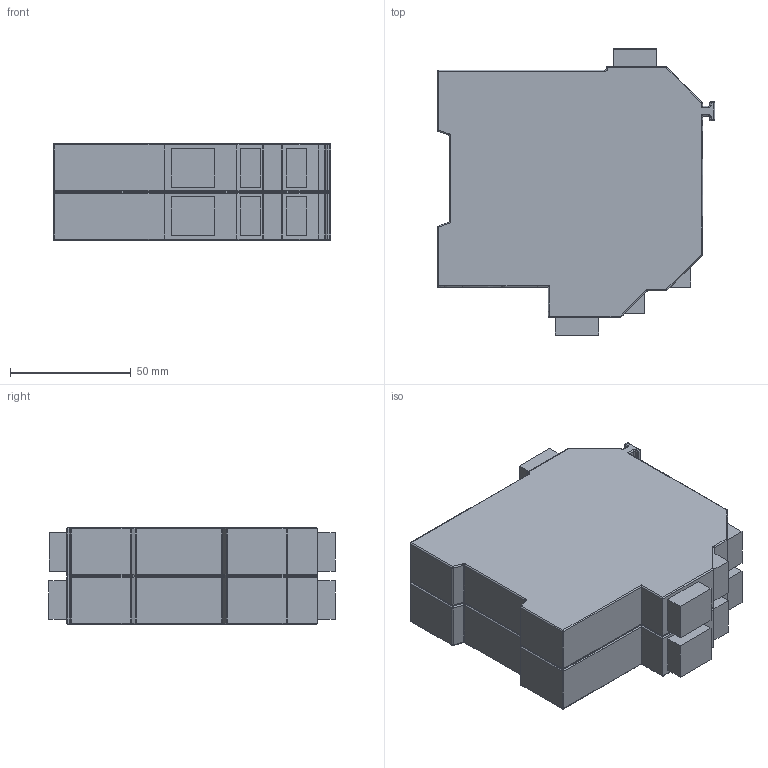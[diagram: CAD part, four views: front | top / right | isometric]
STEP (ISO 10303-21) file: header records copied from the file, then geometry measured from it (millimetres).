
FILE_DESCRIPTION((''),'2;1');
FILE_NAME('KF_MODULES_C3','2008-11-30T',('IndustrieHansa'),('Pepperl+Fuchs'),'PRO/ENGINEER BY PARAMETRIC TECHNOLOGY CORPORATION, 2006420','PRO/ENGINEER BY PARAMETRIC TECHNOLOGY CORPORATION, 2006420','');
FILE_SCHEMA(('AUTOMOTIVE_DESIGN_CC2 { 1 2 10303 214 -1 1 5 2 }'));
Length unit declared in the file: millimetre
Products named in the file (1): KF_MODULES_C3
Bounding box: 115 x 118.8 x 40 mm (x, y, z)
Volume: 413027.9 mm3; surface area: 39843 mm2
Topology: 1 solids, 1 shells, 338 faces, 692 edges, 364 vertices
Faces by surface type: bspline 338
Entity records: 14816 total; most frequent: CARTESIAN_POINT 6152, ORIENTED_EDGE 1384, DIRECTION 940, PRESENTATION_STYLE_ASSIGNMENT 729, STYLED_ITEM 693, CURVE_STYLE 692, EDGE_CURVE 692, VECTOR 412
